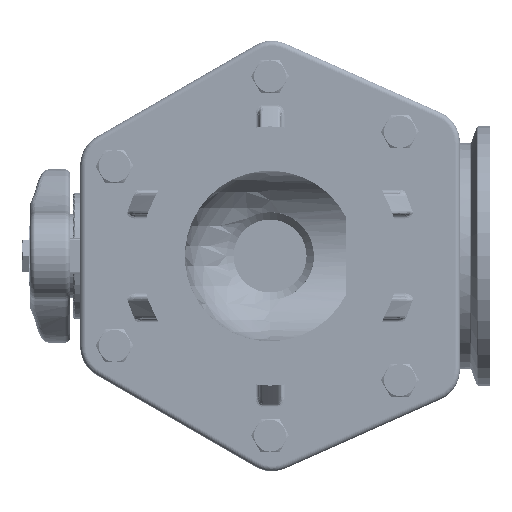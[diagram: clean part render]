
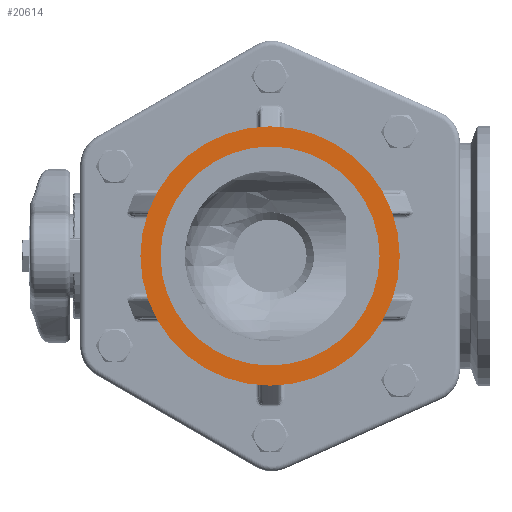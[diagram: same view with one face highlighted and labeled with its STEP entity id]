
A CAD part, left-side view. The second image highlights one B-rep face of the part: STEP entity #20614.
In plain terms, the highlighted face is planar.
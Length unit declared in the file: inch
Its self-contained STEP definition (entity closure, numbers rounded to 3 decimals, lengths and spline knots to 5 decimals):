
#4184=PLANE('',#22087);
#5528=FACE_BOUND('',#7224,.T.);
#5948=FACE_OUTER_BOUND('',#7223,.T.);
#7223=EDGE_LOOP('',(#15384));
#7224=EDGE_LOOP('',(#15385));
#8543=CIRCLE('',#21975,2.22);
#8586=CIRCLE('',#22081,1.875);
#9338=VERTEX_POINT('',#32417);
#9377=VERTEX_POINT('',#32918);
#11578=EDGE_CURVE('',#9338,#9338,#8543,.T.);
#11677=EDGE_CURVE('',#9377,#9377,#8586,.T.);
#15384=ORIENTED_EDGE('',*,*,#11578,.F.);
#15385=ORIENTED_EDGE('',*,*,#11677,.T.);
#20614=ADVANCED_FACE('',(#5948,#5528),#4184,.T.);
#21975=AXIS2_PLACEMENT_3D('',#32418,#24283,#24284);
#22081=AXIS2_PLACEMENT_3D('',#32919,#24519,#24520);
#22087=AXIS2_PLACEMENT_3D('',#32927,#24531,#24532);
#24283=DIRECTION('center_axis',(0.,0.,-1.));
#24284=DIRECTION('ref_axis',(0.,1.,0.));
#24519=DIRECTION('center_axis',(0.,0.,-1.));
#24520=DIRECTION('ref_axis',(0.,1.,0.));
#24531=DIRECTION('center_axis',(0.,0.,1.));
#24532=DIRECTION('ref_axis',(1.,0.,0.));
#32417=CARTESIAN_POINT('',(0.,2.22,2.13));
#32418=CARTESIAN_POINT('Origin',(0.,0.,2.13));
#32918=CARTESIAN_POINT('',(0.,1.875,2.13));
#32919=CARTESIAN_POINT('Origin',(0.,0.,2.13));
#32927=CARTESIAN_POINT('Origin',(0.,1.11,2.13));
